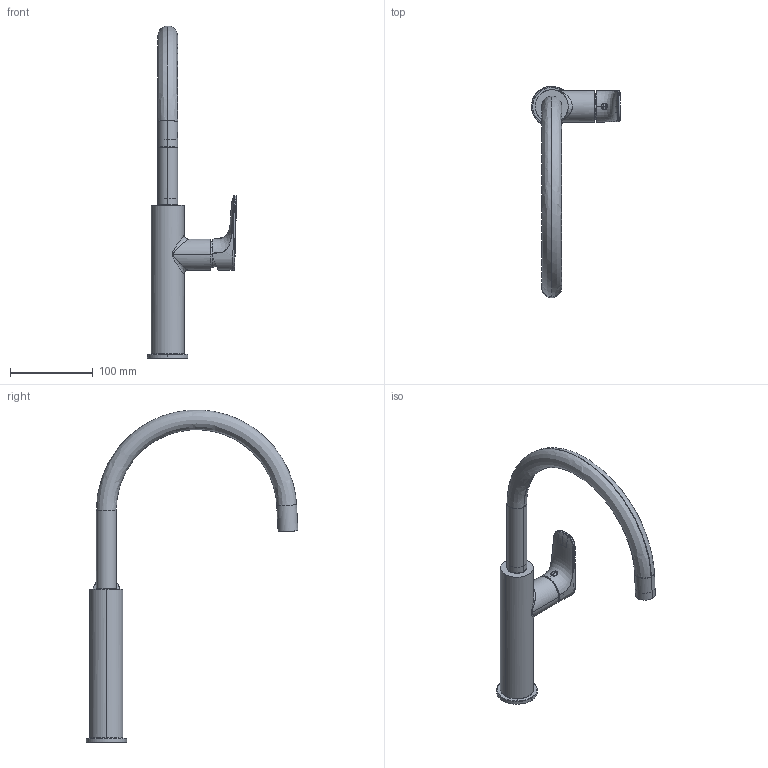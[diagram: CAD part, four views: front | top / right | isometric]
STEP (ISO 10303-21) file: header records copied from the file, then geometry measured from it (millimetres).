
FILE_DESCRIPTION(/* description */ (''),/* implementation_level */ '2;1');
FILE_NAME(/* name */ 'STEO - 155272301_2267435',/* time_stamp */ '2024-11-12T10:37:30+11:00',/* author */ (''),/* organization */ (''),/* preprocessor_version */ 'ST-DEVELOPER v16.5',/* originating_system */ 'Rhino 7.37',/* authorisation */ '');
FILE_SCHEMA (('CONFIG_CONTROL_DESIGN'));
Products named in the file (26): Document; 155272301_ASM; 20800249060131; 20800091060130; 20203045061628; 20501141160127; 205012321601; 203102609901; 20312538162632; 20800023060116; 208002230601; 208001720601_AF115; 208001720601_AF014; 20501179160113; 20203041072612; 20606280012610; 20704069070117; 2070400607018; 205070122705-02; 2070408107017; 2050553907266; 2050226401059; 2040118399014; 2060930227025; 201475392426123; 20201071022611
Assembly tree (28 placements, depth 3):
  Document
    155272301_ASM
      20800249060131  x2
      20800091060130
      20203045061628
      20501141160127
      205012321601  x2
      203102609901
      20312538162632
      20800023060116  x2
      208002230601
      208001720601_AF115
      208001720601_AF014
      20501179160113
      20203041072612
      20606280012610
      20704069070117
      2070400607018
      205070122705-02
      2070408107017
      2050553907266
      2050226401059
      2040118399014
      2060930227025
      201475392426123
      20201071022611
Bounding box: 107.74 x 256.48 x 401.9 mm (x, y, z)
Volume: 166692.9 mm3; surface area: 205802.7 mm2
Topology: 29 solids, 46 shells, 2513 faces, 6083 edges, 3884 vertices
Faces by surface type: plane 1373, cylinder 661, bspline 479
Entity records: 105508 total; most frequent: CARTESIAN_POINT 62329, ORIENTED_EDGE 11952, EDGE_CURVE 6013, B_SPLINE_CURVE_WITH_KNOTS 4458, VERTEX_POINT 3856, EDGE_LOOP 2829, ADVANCED_FACE 2490, FACE_OUTER_BOUND 2490
